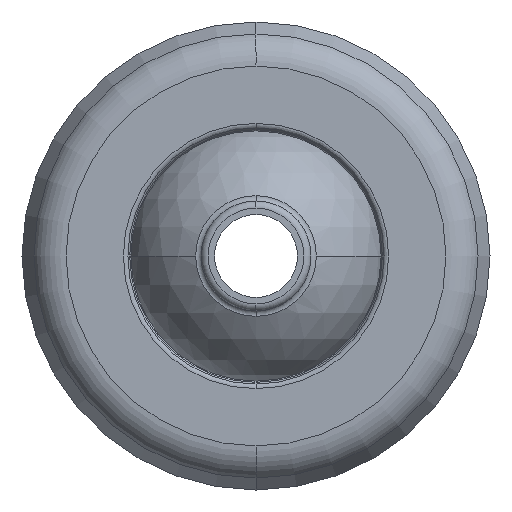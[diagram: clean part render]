
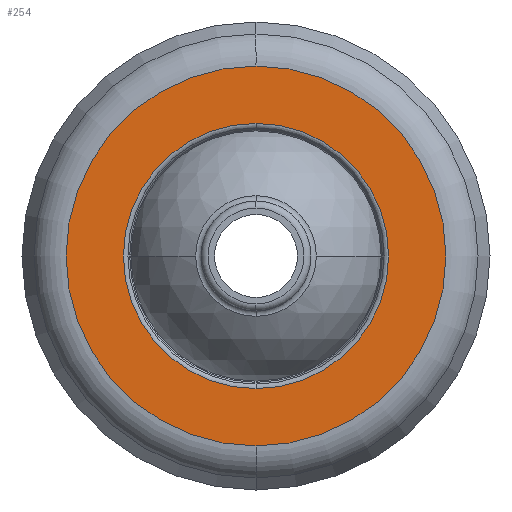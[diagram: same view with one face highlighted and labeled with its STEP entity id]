
A CAD part, left-side view. The second image highlights one B-rep face of the part: STEP entity #254.
In plain terms, the highlighted planar face has unit normal (-1, 0, 0).
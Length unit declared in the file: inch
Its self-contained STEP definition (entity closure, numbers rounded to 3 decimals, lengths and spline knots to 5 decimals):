
#16 = AXIS2_PLACEMENT_3D ( 'NONE', #360, #340, #483 ) ;
#63 = DIRECTION ( 'NONE',  ( 0., 0., -1. ) ) ;
#72 = CARTESIAN_POINT ( 'NONE',  ( -0.77, 0., 0.26784 ) ) ;
#79 = DIRECTION ( 'NONE',  ( 1., 0., 0. ) ) ;
#93 = EDGE_CURVE ( 'NONE', #1262, #450, #1702, .T. ) ;
#143 = DIRECTION ( 'NONE',  ( 1., 0., 0. ) ) ;
#254 = ADVANCED_FACE ( 'NONE', ( #1299, #1550 ), #351, .T. ) ;
#286 = CIRCLE ( 'NONE', #1397, 0.187 ) ;
#316 = ORIENTED_EDGE ( 'NONE', *, *, #1730, .T. ) ;
#325 = CARTESIAN_POINT ( 'NONE',  ( -0.77, 0., 0.187 ) ) ;
#333 = ORIENTED_EDGE ( 'NONE', *, *, #1517, .T. ) ;
#340 = DIRECTION ( 'NONE',  ( -1., 0., 0. ) ) ;
#351 = PLANE ( 'NONE',  #16 ) ;
#355 = AXIS2_PLACEMENT_3D ( 'NONE', #1726, #517, #652 ) ;
#360 = CARTESIAN_POINT ( 'NONE',  ( -0.77, 0., 0. ) ) ;
#450 = VERTEX_POINT ( 'NONE', #1337 ) ;
#483 = DIRECTION ( 'NONE',  ( 0., 0., 1. ) ) ;
#517 = DIRECTION ( 'NONE',  ( 1., 0., 0. ) ) ;
#564 = DIRECTION ( 'NONE',  ( 0., 0., -1. ) ) ;
#652 = DIRECTION ( 'NONE',  ( 0., 0., -1. ) ) ;
#681 = VERTEX_POINT ( 'NONE', #325 ) ;
#743 = EDGE_LOOP ( 'NONE', ( #1564, #1675 ) ) ;
#769 = CARTESIAN_POINT ( 'NONE',  ( -0.77, 0., 0. ) ) ;
#912 = EDGE_CURVE ( 'NONE', #450, #1262, #1113, .T. ) ;
#933 = AXIS2_PLACEMENT_3D ( 'NONE', #1643, #143, #564 ) ;
#1079 = VERTEX_POINT ( 'NONE', #1531 ) ;
#1113 = CIRCLE ( 'NONE', #1140, 0.26784 ) ;
#1140 = AXIS2_PLACEMENT_3D ( 'NONE', #769, #79, #1171 ) ;
#1171 = DIRECTION ( 'NONE',  ( 0., 0., -1. ) ) ;
#1262 = VERTEX_POINT ( 'NONE', #72 ) ;
#1299 = FACE_BOUND ( 'NONE', #1430, .T. ) ;
#1337 = CARTESIAN_POINT ( 'NONE',  ( -0.77, 0., -0.26784 ) ) ;
#1397 = AXIS2_PLACEMENT_3D ( 'NONE', #1705, #1694, #63 ) ;
#1430 = EDGE_LOOP ( 'NONE', ( #333, #316 ) ) ;
#1460 = CIRCLE ( 'NONE', #355, 0.187 ) ;
#1517 = EDGE_CURVE ( 'NONE', #1079, #681, #286, .T. ) ;
#1531 = CARTESIAN_POINT ( 'NONE',  ( -0.77, 0., -0.187 ) ) ;
#1550 = FACE_OUTER_BOUND ( 'NONE', #743, .T. ) ;
#1564 = ORIENTED_EDGE ( 'NONE', *, *, #912, .F. ) ;
#1643 = CARTESIAN_POINT ( 'NONE',  ( -0.77, 0., 0. ) ) ;
#1675 = ORIENTED_EDGE ( 'NONE', *, *, #93, .F. ) ;
#1694 = DIRECTION ( 'NONE',  ( 1., 0., 0. ) ) ;
#1702 = CIRCLE ( 'NONE', #933, 0.26784 ) ;
#1705 = CARTESIAN_POINT ( 'NONE',  ( -0.77, 0., 0. ) ) ;
#1726 = CARTESIAN_POINT ( 'NONE',  ( -0.77, 0., 0. ) ) ;
#1730 = EDGE_CURVE ( 'NONE', #681, #1079, #1460, .T. ) ;
